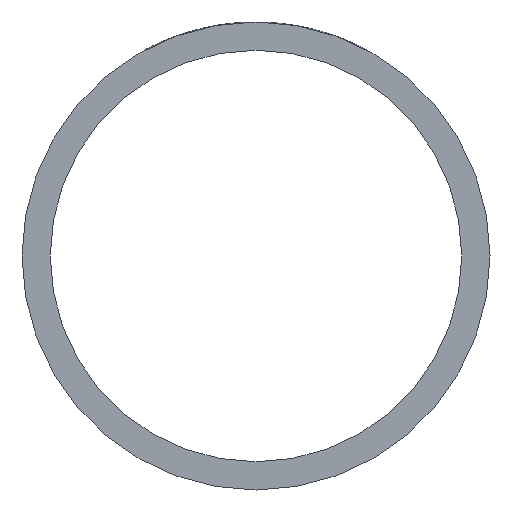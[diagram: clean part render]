
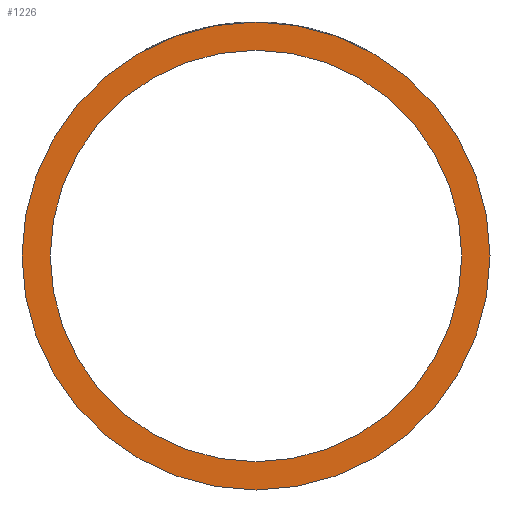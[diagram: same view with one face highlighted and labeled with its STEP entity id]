
A CAD part, front view. The second image highlights one B-rep face of the part: STEP entity #1226.
In plain terms, the highlighted planar face has unit normal (0, -1, 0).
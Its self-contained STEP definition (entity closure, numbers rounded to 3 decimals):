
#10 = CARTESIAN_POINT ( 'NONE',  ( 0., -1., -2.9 ) ) ;
#44 = CARTESIAN_POINT ( 'NONE',  ( 0., -1., -2.55 ) ) ;
#67 = EDGE_CURVE ( 'Defeature ausgef�hrt1_0+Defeature ausgef�hrt1_1+Defeature ausgef�hrt1_1+Defeature ausgef�hrt1_1', #2189, #1788, #2708, .T. ) ;
#75 = AXIS2_PLACEMENT_3D ( 'NONE', #333, #2643, #118 ) ;
#118 = DIRECTION ( 'NONE',  ( 0., 0., 1. ) ) ;
#121 = ORIENTED_EDGE ( 'NONE', *, *, #245, .T. ) ;
#167 = DIRECTION ( 'NONE',  ( 0., 0., -1. ) ) ;
#241 = ORIENTED_EDGE ( 'NONE', *, *, #950, .F. ) ;
#245 = EDGE_CURVE ( 'Defeature ausgef�hrt1_1+Defeature ausgef�hrt1_3+Defeature ausgef�hrt1_3+Defeature ausgef�hrt1_3', #2656, #1742, #1261, .T. ) ;
#333 = CARTESIAN_POINT ( 'NONE',  ( 0., -1., 0. ) ) ;
#667 = DIRECTION ( 'NONE',  ( 0., 0., 1. ) ) ;
#772 = FACE_OUTER_BOUND ( 'NONE', #1814, .T. ) ;
#861 = DIRECTION ( 'NONE',  ( 0., 1., 0. ) ) ;
#891 = DIRECTION ( 'NONE',  ( 0., 0., 1. ) ) ;
#950 = EDGE_CURVE ( 'Defeature ausgef�hrt1_0+Defeature ausgef�hrt1_1+Defeature ausgef�hrt1_1+Defeature ausgef�hrt1_1', #1788, #2189, #1059, .T. ) ;
#1037 = AXIS2_PLACEMENT_3D ( 'NONE', #1630, #1816, #167 ) ;
#1059 = CIRCLE ( 'NONE', #1184, 2.9 ) ;
#1072 = CARTESIAN_POINT ( 'NONE',  ( 0., -1., 0. ) ) ;
#1133 = ORIENTED_EDGE ( 'NONE', *, *, #67, .F. ) ;
#1184 = AXIS2_PLACEMENT_3D ( 'NONE', #2102, #861, #1277 ) ;
#1191 = CARTESIAN_POINT ( 'NONE',  ( 0., -1., 2.55 ) ) ;
#1226 = ADVANCED_FACE ( 'Defeature ausgef�hrt1_1', ( #1880, #772 ), #1610, .T. ) ;
#1261 = CIRCLE ( 'NONE', #75, 2.55 ) ;
#1277 = DIRECTION ( 'NONE',  ( 0., 0., 1. ) ) ;
#1285 = CARTESIAN_POINT ( 'NONE',  ( 0., -1., 0. ) ) ;
#1332 = CARTESIAN_POINT ( 'NONE',  ( 0., -1., 2.9 ) ) ;
#1452 = AXIS2_PLACEMENT_3D ( 'NONE', #1285, #1699, #891 ) ;
#1488 = EDGE_CURVE ( 'Defeature ausgef�hrt1_1+Defeature ausgef�hrt1_3+Defeature ausgef�hrt1_3+Defeature ausgef�hrt1_3', #1742, #2656, #2637, .T. ) ;
#1610 = PLANE ( 'NONE',  #1037 ) ;
#1630 = CARTESIAN_POINT ( 'NONE',  ( -2.9, -1., 0. ) ) ;
#1699 = DIRECTION ( 'NONE',  ( 0., 1., 0. ) ) ;
#1742 = VERTEX_POINT ( 'NONE', #44 ) ;
#1788 = VERTEX_POINT ( 'NONE', #1332 ) ;
#1814 = EDGE_LOOP ( 'NONE', ( #241, #1133 ) ) ;
#1816 = DIRECTION ( 'NONE',  ( 0., -1., 0. ) ) ;
#1880 = FACE_BOUND ( 'NONE', #2012, .T. ) ;
#1920 = DIRECTION ( 'NONE',  ( 0., 1., 0. ) ) ;
#2012 = EDGE_LOOP ( 'NONE', ( #121, #2661 ) ) ;
#2102 = CARTESIAN_POINT ( 'NONE',  ( 0., -1., 0. ) ) ;
#2189 = VERTEX_POINT ( 'NONE', #10 ) ;
#2595 = AXIS2_PLACEMENT_3D ( 'NONE', #1072, #1920, #667 ) ;
#2637 = CIRCLE ( 'NONE', #1452, 2.55 ) ;
#2643 = DIRECTION ( 'NONE',  ( 0., 1., 0. ) ) ;
#2656 = VERTEX_POINT ( 'NONE', #1191 ) ;
#2661 = ORIENTED_EDGE ( 'NONE', *, *, #1488, .T. ) ;
#2708 = CIRCLE ( 'NONE', #2595, 2.9 ) ;
